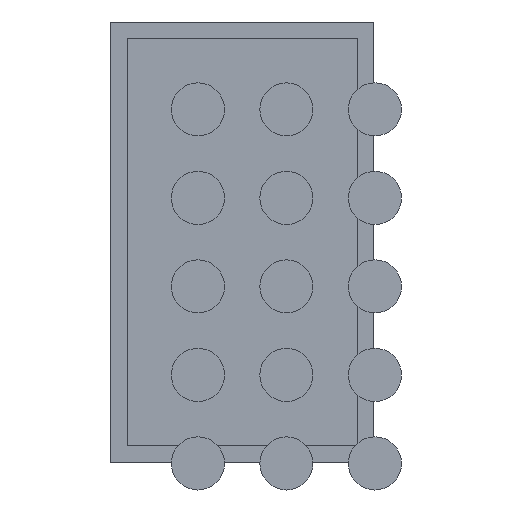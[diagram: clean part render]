
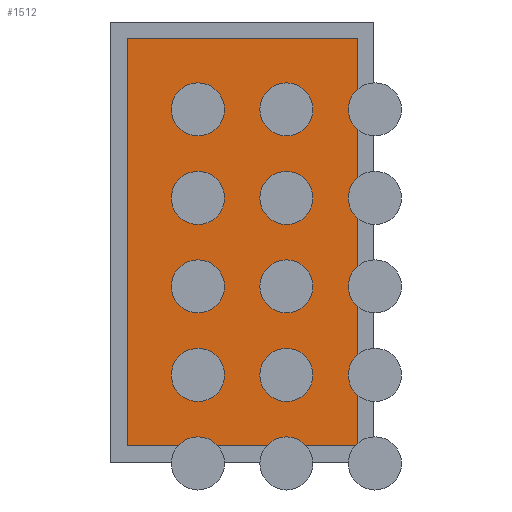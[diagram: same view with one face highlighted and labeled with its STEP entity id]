
A CAD part, front view. The second image highlights one B-rep face of the part: STEP entity #1512.
In plain terms, the highlighted planar face has unit normal (0, -1, 0).
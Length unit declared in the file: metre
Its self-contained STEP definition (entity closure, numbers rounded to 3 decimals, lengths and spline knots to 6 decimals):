
#80 = CARTESIAN_POINT('NONE', (0.0104, 0.0017, 0.0184));
#81 = VERTEX_POINT('NONE', #80);
#82 = CARTESIAN_POINT('NONE', (-0.0104, 0.0017, 0.0184));
#83 = VERTEX_POINT('NONE', #82);
#88 = CARTESIAN_POINT('NONE', (-0.0104, 0.0017, -0.0184));
#89 = VERTEX_POINT('NONE', #88);
#92 = CARTESIAN_POINT('NONE', (0.0104, 0.0017, -0.0184));
#93 = VERTEX_POINT('NONE', #92);
#414 = DIRECTION('NONE', (-1, 0, 0));
#415 = VECTOR('NONE', #414, 1);
#416 = CARTESIAN_POINT('NONE', (0.0104, 0.0017, 0.0184));
#417 = LINE('NONE', #416, #415);
#430 = DIRECTION('NONE', (0, 0, -1));
#431 = VECTOR('NONE', #430, 1);
#432 = CARTESIAN_POINT('NONE', (-0.0104, 0.0017, 0.0184));
#433 = LINE('NONE', #432, #431);
#442 = DIRECTION('NONE', (1, 0, 0));
#443 = VECTOR('NONE', #442, 1);
#444 = CARTESIAN_POINT('NONE', (-0.0104, 0.0017, -0.0184));
#445 = LINE('NONE', #444, #443);
#454 = DIRECTION('NONE', (0, 0, 1));
#455 = VECTOR('NONE', #454, 1);
#456 = CARTESIAN_POINT('NONE', (0.0104, 0.0017, -0.0184));
#457 = LINE('NONE', #456, #455);
#729 = EDGE_CURVE('NONE', #81, #83, #417, .T.);
#733 = EDGE_CURVE('NONE', #83, #89, #433, .T.);
#736 = EDGE_CURVE('NONE', #89, #93, #445, .T.);
#739 = EDGE_CURVE('NONE', #93, #81, #457, .T.);
#1021 = CARTESIAN_POINT('NONE', (0, 0.0017, -0));
#1022 = DIRECTION('NONE', (0, -1, -0));
#1023 = AXIS2_PLACEMENT_3D('NONE', #1021, #1022, $);
#1024 = PLANE('NONE', #1023);
#1506 = ORIENTED_EDGE('NONE', *, *, #729, .T.);
#1507 = ORIENTED_EDGE('NONE', *, *, #733, .T.);
#1508 = ORIENTED_EDGE('NONE', *, *, #736, .T.);
#1509 = ORIENTED_EDGE('NONE', *, *, #739, .T.);
#1510 = EDGE_LOOP('NONE', (#1506, #1507, #1508, #1509));
#1511 = FACE_BOUND('NONE', #1510, .T.);
#1512 = ADVANCED_FACE('NONE', (#1511), #1024, .T.);
